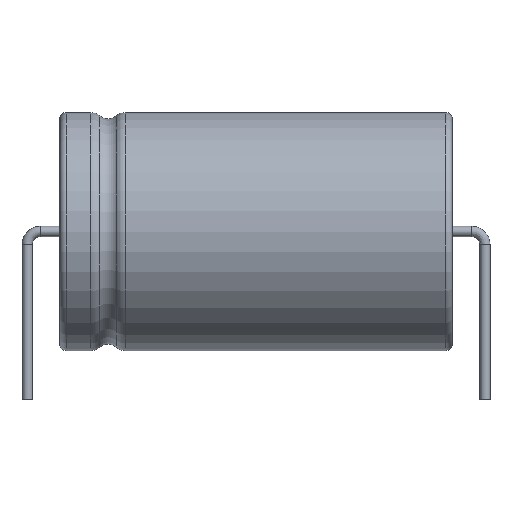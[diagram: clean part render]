
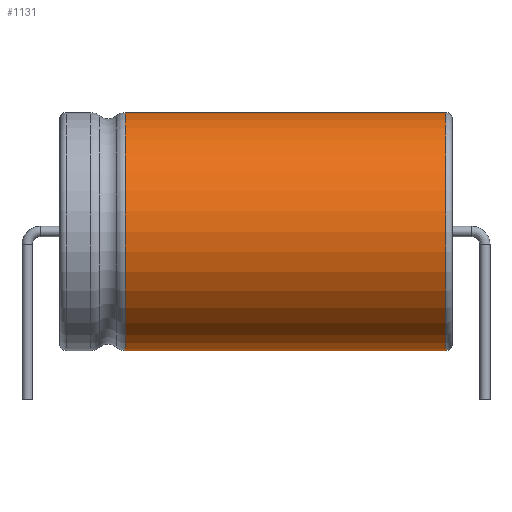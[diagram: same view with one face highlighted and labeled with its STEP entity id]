
A CAD part, front view. The second image highlights one B-rep face of the part: STEP entity #1131.
In plain terms, the highlighted cylindrical face has radius 9.25 mm (diameter 18.5 mm), a partial arc.
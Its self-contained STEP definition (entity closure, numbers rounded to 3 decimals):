
#1019=CARTESIAN_POINT('',(14.75,0.0,0.));
#1020=VERTEX_POINT('',#1019);
#1037=CARTESIAN_POINT('',(14.75,0.,18.5));
#1038=VERTEX_POINT('',#1037);
#1046=CARTESIAN_POINT('',(14.75,0.0,9.25));
#1047=DIRECTION('',(1.0,0.0,0.0));
#1048=DIRECTION('',(0.0,0.0,1.0));
#1049=AXIS2_PLACEMENT_3D('',#1046,#1047,#1048);
#1050=CIRCLE('',#1049,9.25);
#1051=EDGE_CURVE('',#1038,#1020,#1050,.T.);
#1100=CARTESIAN_POINT('',(0.,0.0,9.25));
#1101=DIRECTION('',(1.0,0.0,0.));
#1102=DIRECTION('',(0.0,0.0,-1.0));
#1103=AXIS2_PLACEMENT_3D('',#1100,#1101,#1102);
#1104=CYLINDRICAL_SURFACE('',#1103,9.25);
#1105=CARTESIAN_POINT('',(-10.177,0.0,0.));
#1106=VERTEX_POINT('',#1105);
#1107=CARTESIAN_POINT('',(14.75,0.0,0.));
#1108=DIRECTION('',(-1.0,0.0,0.0));
#1109=VECTOR('',#1108,24.927);
#1110=LINE('',#1107,#1109);
#1111=EDGE_CURVE('',#1020,#1106,#1110,.T.);
#1112=ORIENTED_EDGE('',*,*,#1111,.F.);
#1113=ORIENTED_EDGE('',*,*,#1051,.F.);
#1114=CARTESIAN_POINT('',(-10.177,0.,18.5));
#1115=VERTEX_POINT('',#1114);
#1116=CARTESIAN_POINT('',(14.75,0.,18.5));
#1117=DIRECTION('',(-1.0,0.0,0.0));
#1118=VECTOR('',#1117,24.927);
#1119=LINE('',#1116,#1118);
#1120=EDGE_CURVE('',#1038,#1115,#1119,.T.);
#1121=ORIENTED_EDGE('',*,*,#1120,.T.);
#1122=CARTESIAN_POINT('',(-10.177,0.0,9.25));
#1123=DIRECTION('',(-1.0,0.0,0.0));
#1124=DIRECTION('',(0.0,0.0,-1.0));
#1125=AXIS2_PLACEMENT_3D('',#1122,#1123,#1124);
#1126=CIRCLE('',#1125,9.25);
#1127=EDGE_CURVE('',#1106,#1115,#1126,.T.);
#1128=ORIENTED_EDGE('',*,*,#1127,.F.);
#1129=EDGE_LOOP('',(#1112,#1113,#1121,#1128));
#1130=FACE_OUTER_BOUND('',#1129,.T.);
#1131=ADVANCED_FACE('',(#1130),#1104,.T.);
